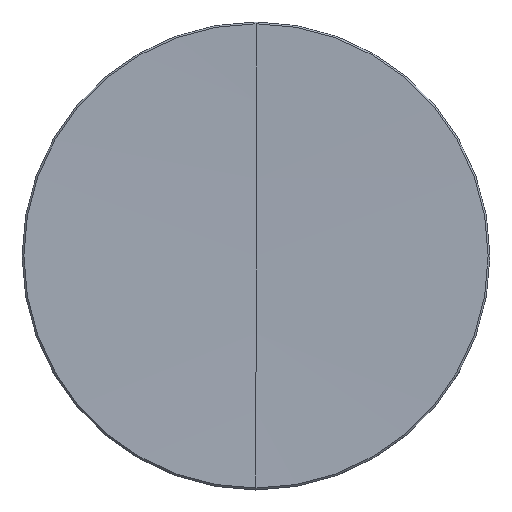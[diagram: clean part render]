
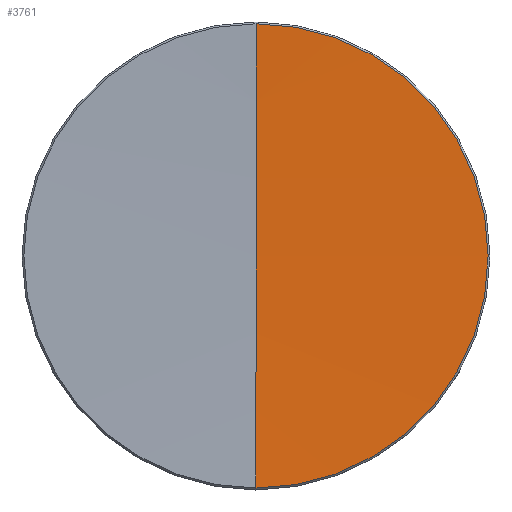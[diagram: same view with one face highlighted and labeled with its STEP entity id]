
A CAD part, top view. The second image highlights one B-rep face of the part: STEP entity #3761.
In plain terms, the highlighted spherical face has radius 1000 mm.
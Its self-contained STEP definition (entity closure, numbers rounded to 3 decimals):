
#40 = FACE_OUTER_BOUND ( 'NONE', #2555, .T. ) ;
#190 = DIRECTION ( 'NONE',  ( 1., 0., 0. ) ) ;
#334 = AXIS2_PLACEMENT_3D ( 'NONE', #2358, #4028, #1695 ) ;
#490 = DIRECTION ( 'NONE',  ( 0., 0., -1. ) ) ;
#533 = ORIENTED_EDGE ( 'NONE', *, *, #1823, .T. ) ;
#559 = AXIS2_PLACEMENT_3D ( 'NONE', #4082, #2100, #490 ) ;
#694 = CIRCLE ( 'NONE', #1378, 25.205 ) ;
#881 = CARTESIAN_POINT ( 'NONE',  ( 19.496, 32.997, 39.286 ) ) ;
#1018 = ORIENTED_EDGE ( 'NONE', *, *, #2918, .T. ) ;
#1116 = CIRCLE ( 'NONE', #4149, 25.205 ) ;
#1255 = DIRECTION ( 'NONE',  ( 0., 1., 0. ) ) ;
#1296 = ORIENTED_EDGE ( 'NONE', *, *, #3317, .F. ) ;
#1316 = VERTEX_POINT ( 'NONE', #2863 ) ;
#1378 = AXIS2_PLACEMENT_3D ( 'NONE', #881, #3520, #1839 ) ;
#1500 = SPHERICAL_SURFACE ( 'NONE', #1531, 1000. ) ;
#1531 = AXIS2_PLACEMENT_3D ( 'NONE', #3929, #2921, #1255 ) ;
#1571 = CIRCLE ( 'NONE', #334, 1000. ) ;
#1695 = DIRECTION ( 'NONE',  ( 0., -1., 0. ) ) ;
#1823 = EDGE_CURVE ( 'NONE', #1316, #2823, #1116, .T. ) ;
#1839 = DIRECTION ( 'NONE',  ( 1., 0., 0. ) ) ;
#1875 = CARTESIAN_POINT ( 'NONE',  ( 19.496, 32.997, 38.968 ) ) ;
#2100 = DIRECTION ( 'NONE',  ( 1., 0., 0. ) ) ;
#2119 = DIRECTION ( 'NONE',  ( 0., 0., 1. ) ) ;
#2358 = CARTESIAN_POINT ( 'NONE',  ( 19.496, 32.997, 1038.968 ) ) ;
#2555 = EDGE_LOOP ( 'NONE', ( #1296, #1018, #533, #2935 ) ) ;
#2631 = VERTEX_POINT ( 'NONE', #1875 ) ;
#2789 = CARTESIAN_POINT ( 'NONE',  ( 19.496, 58.202, 39.286 ) ) ;
#2823 = VERTEX_POINT ( 'NONE', #3213 ) ;
#2863 = CARTESIAN_POINT ( 'NONE',  ( 19.496, 7.792, 39.286 ) ) ;
#2918 = EDGE_CURVE ( 'NONE', #2631, #1316, #1571, .T. ) ;
#2921 = DIRECTION ( 'NONE',  ( -1., 0., 0. ) ) ;
#2935 = ORIENTED_EDGE ( 'NONE', *, *, #3641, .T. ) ;
#3176 = VERTEX_POINT ( 'NONE', #2789 ) ;
#3213 = CARTESIAN_POINT ( 'NONE',  ( 44.701, 32.997, 39.286 ) ) ;
#3317 = EDGE_CURVE ( 'NONE', #2631, #3176, #4142, .T. ) ;
#3520 = DIRECTION ( 'NONE',  ( 0., 0., 1. ) ) ;
#3641 = EDGE_CURVE ( 'NONE', #2823, #3176, #694, .T. ) ;
#3761 = ADVANCED_FACE ( 'NONE', ( #40 ), #1500, .F. ) ;
#3929 = CARTESIAN_POINT ( 'NONE',  ( 19.496, 32.997, 1038.968 ) ) ;
#4028 = DIRECTION ( 'NONE',  ( -1., 0., 0. ) ) ;
#4082 = CARTESIAN_POINT ( 'NONE',  ( 19.496, 32.997, 1038.968 ) ) ;
#4142 = CIRCLE ( 'NONE', #559, 1000. ) ;
#4149 = AXIS2_PLACEMENT_3D ( 'NONE', #4176, #2119, #190 ) ;
#4176 = CARTESIAN_POINT ( 'NONE',  ( 19.496, 32.997, 39.286 ) ) ;
